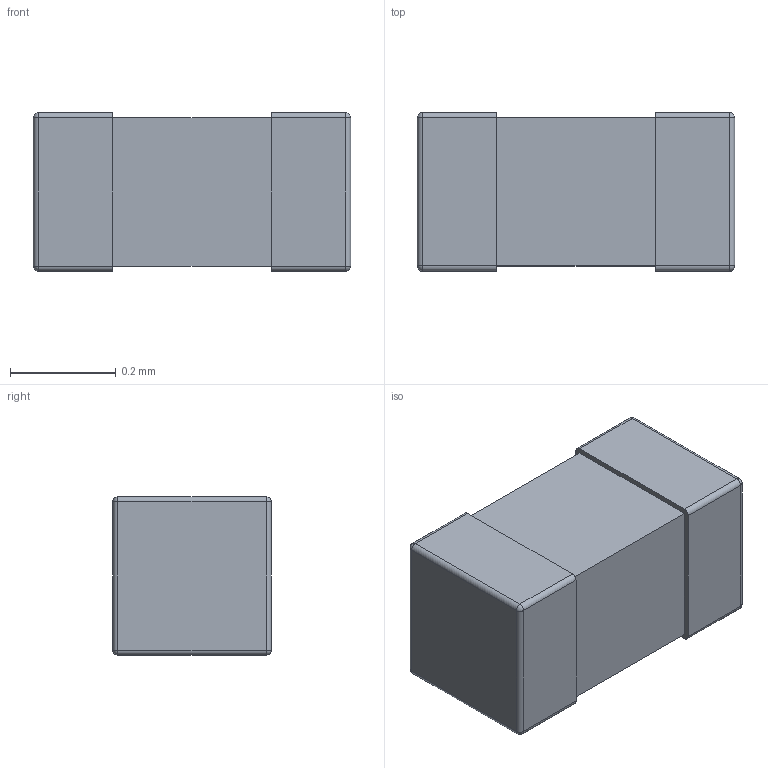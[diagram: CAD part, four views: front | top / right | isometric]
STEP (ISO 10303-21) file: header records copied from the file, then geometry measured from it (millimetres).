
FILE_DESCRIPTION (( 'STEP AP214' ), '1' );
FILE_NAME ('C0201.STEP', '2019-05-09T15:41:31', ( '' ), ( '' ), 'SwSTEP 2.0', 'SolidWorks 2018', '' );
FILE_SCHEMA (( 'AUTOMOTIVE_DESIGN' ));
Length unit declared in the file: millimetre
Products named in the file (1): C0201
Bounding box: 0.6 x 0.3 x 0.3 mm (x, y, z)
Volume: 0.1 mm3; surface area: 0.9 mm2
Topology: 1 solids, 1 shells, 96 faces, 239 edges, 146 vertices
Faces by surface type: bspline 38, plane 34, cylinder 16, sphere 8
Entity records: 5434 total; most frequent: CARTESIAN_POINT 2888, ORIENTED_EDGE 462, DIRECTION 305, EDGE_CURVE 231, VERTEX_POINT 146, LINE 123, VECTOR 123, EDGE_LOOP 105
